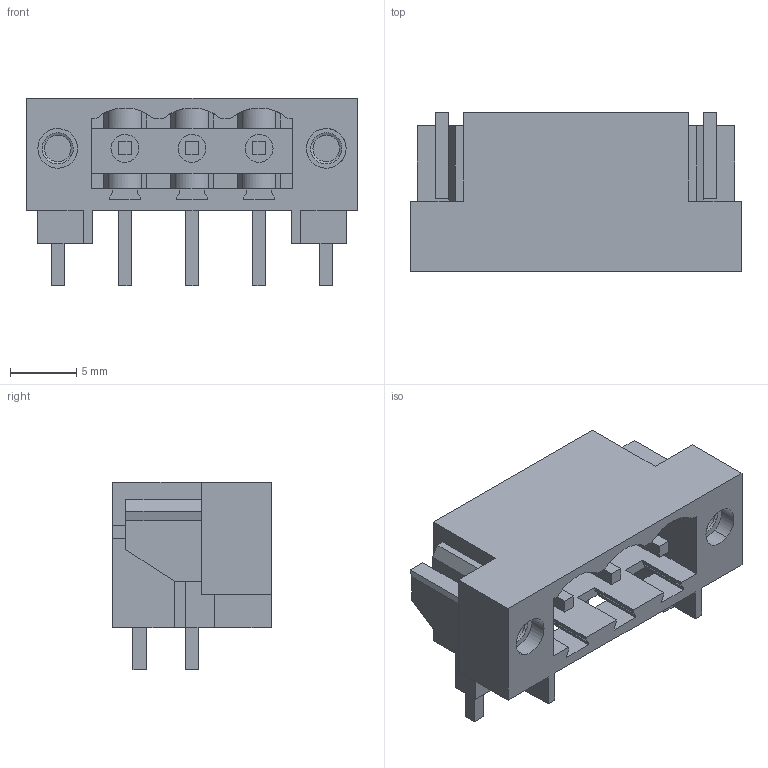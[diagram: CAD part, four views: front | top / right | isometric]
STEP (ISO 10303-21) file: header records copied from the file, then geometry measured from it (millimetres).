
FILE_DESCRIPTION(('CATIA V5 STEP Exchange','CAx-IF Rec.Pracs.--- Model Styling and Organization---1.4--- 2014-01-23'),'2;1');
FILE_NAME ('D1458244_1_1877210000_1877210000.stp','2023-05-10T07:17:08+00:00',('none'),('Weidmueller'),'CATIA Version 5-6 Release 2016 SP3 HF44','CATIA V5 STEP AP214','none');
FILE_SCHEMA(('AUTOMOTIVE_DESIGN { 1 0 10303 214 1 1 1 1 }'));
Length unit declared in the file: millimetre
Products named in the file (1): 1877210000
Bounding box: 25.04 x 12 x 14.2 mm (x, y, z)
Volume: 1266.2 mm3; surface area: 2775 mm2
Topology: 8 solids, 8 shells, 305 faces, 881 edges, 584 vertices
Faces by surface type: plane 254, cylinder 43, cone 8
Entity records: 9659 total; most frequent: CARTESIAN_POINT 1878, ORIENTED_EDGE 1762, DIRECTION 1335, EDGE_CURVE 881, VECTOR 761, LINE 761, VERTEX_POINT 584, AXIS2_PLACEMENT_3D 338
